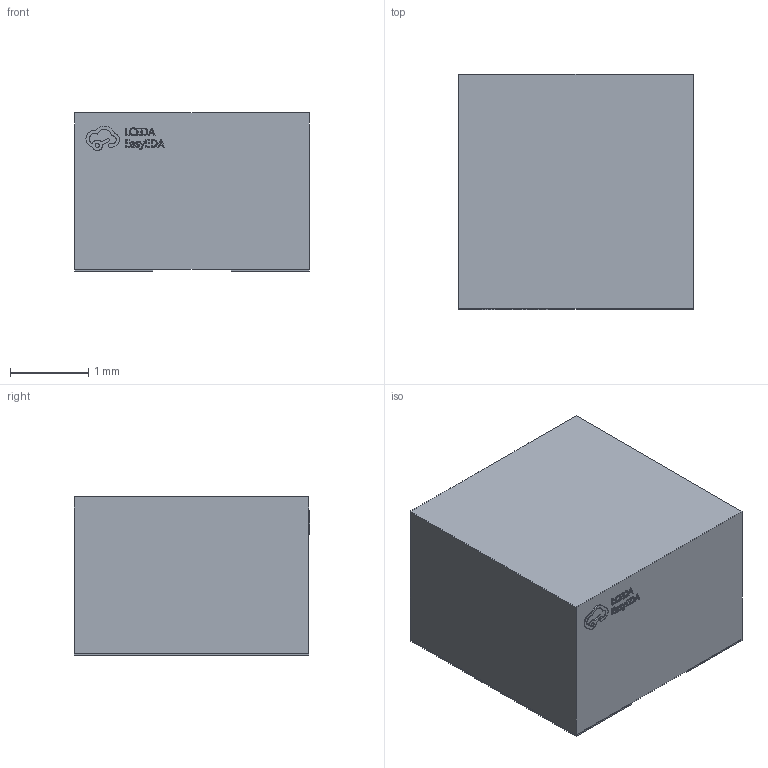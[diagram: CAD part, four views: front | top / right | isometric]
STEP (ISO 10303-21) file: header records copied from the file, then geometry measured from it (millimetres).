
FILE_DESCRIPTION(('CAx-IF Rec.Pracs.---Model Styling and Organization---1.5---2016-08-15','CAx-IF Rec.Pracs.---Geometric and Assembly Validation Properties---4.4---2016-08-17','CAx-IF Rec.Pracs.---User Defined Attributes---1.5---2016-08-15','CAx-IF Rec.Pracs.---External References---2.1---2005-01-19'),'2;1');
FILE_NAME('Inductor 3x3mm.stp','2025-04-17T19:26:54',('Unspecified'),('Unspecified'),'CAD Exchanger 3.11.0 (cadexchanger.com)','Unspecified','');
FILE_SCHEMA(('AUTOMOTIVE_DESIGN { 1 0 10303 214 1 1 1 1 }'));
Length unit declared in the file: millimetre
Products named in the file (4): PCBModel; eQPU-L1; IND-SMD_L3.0-W3.0_FTC303020D; COMPOUND
Assembly tree (3 placements, depth 4):
  PCBModel
    eQPU-L1
      IND-SMD_L3.0-W3.0_FTC303020D
        COMPOUND
Bounding box: 3 x 3.01 x 2.02 mm (x, y, z)
Volume: 18.1 mm3; surface area: 54.4 mm2
Topology: 3 solids, 3 shells, 242 faces, 651 edges, 434 vertices
Faces by surface type: plane 144, bspline 98
Entity records: 9814 total; most frequent: CARTESIAN_POINT 2635, ORIENTED_EDGE 1302, DIRECTION 743, EDGE_CURVE 651, LINE 451, VECTOR 451, VERTEX_POINT 434, FACE_BOUND 261
